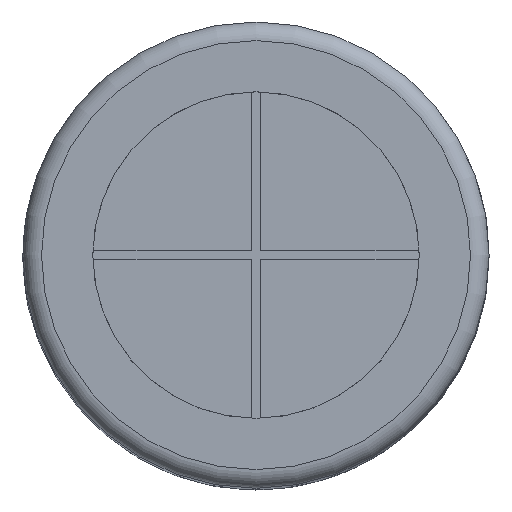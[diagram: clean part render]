
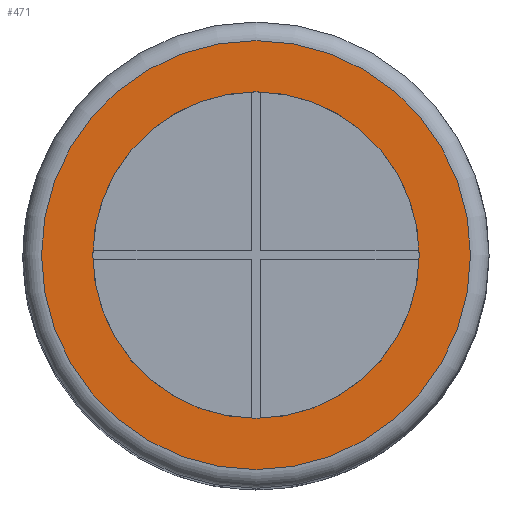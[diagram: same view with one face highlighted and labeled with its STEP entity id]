
A CAD part, top view. The second image highlights one B-rep face of the part: STEP entity #471.
In plain terms, the highlighted planar face has unit normal (0, 0, 1).
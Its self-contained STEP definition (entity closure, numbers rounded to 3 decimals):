
#451 = VERTEX_POINT('',#452);
#452 = CARTESIAN_POINT('',(3.3,0.,11.));
#459 = EDGE_CURVE('',#451,#451,#460,.T.);
#460 = CIRCLE('',#461,2.3);
#461 = AXIS2_PLACEMENT_3D('',#462,#463,#464);
#462 = CARTESIAN_POINT('',(1.,0.,11.));
#463 = DIRECTION('',(0.,0.,-1.));
#464 = DIRECTION('',(1.,0.,0.));
#471 = ADVANCED_FACE('',(#472,#475),#486,.F.);
#472 = FACE_BOUND('',#473,.F.);
#473 = EDGE_LOOP('',(#474));
#474 = ORIENTED_EDGE('',*,*,#459,.T.);
#475 = FACE_BOUND('',#476,.F.);
#476 = EDGE_LOOP('',(#477));
#477 = ORIENTED_EDGE('',*,*,#478,.F.);
#478 = EDGE_CURVE('',#479,#479,#481,.T.);
#479 = VERTEX_POINT('',#480);
#480 = CARTESIAN_POINT('',(2.75,0.,11.));
#481 = CIRCLE('',#482,1.75);
#482 = AXIS2_PLACEMENT_3D('',#483,#484,#485);
#483 = CARTESIAN_POINT('',(1.,0.,11.));
#484 = DIRECTION('',(0.,0.,-1.));
#485 = DIRECTION('',(1.,0.,0.));
#486 = PLANE('',#487);
#487 = AXIS2_PLACEMENT_3D('',#488,#489,#490);
#488 = CARTESIAN_POINT('',(1.,0.,11.));
#489 = DIRECTION('',(0.,0.,-1.));
#490 = DIRECTION('',(1.,0.,0.));
